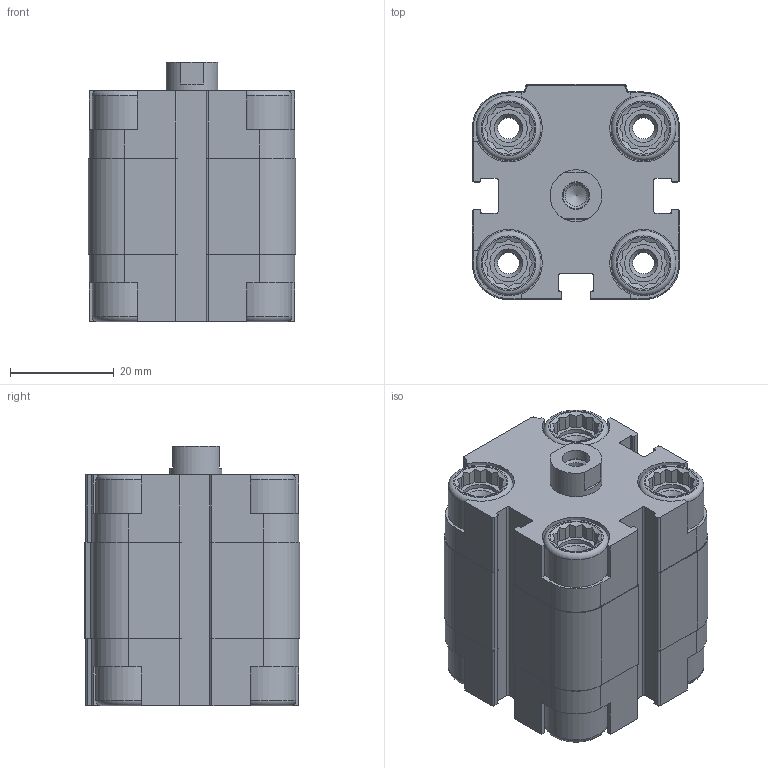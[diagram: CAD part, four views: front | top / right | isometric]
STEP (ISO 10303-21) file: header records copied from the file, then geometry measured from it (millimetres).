
FILE_DESCRIPTION(/* description */ ('STEP AP214'),/* implementation_level */ '2;1');
FILE_NAME(/* name */ '156522_ADVU-25-5-P-A',/* time_stamp */ '2024-08-02T14:20:34+02:00',/* author */ ('License CC BY-ND 4.0'),/* organization */ ('CADENAS'),/* preprocessor_version */ 'ST-DEVELOPER v19.3',/* originating_system */ 'PARTsolutions',/* authorisation */ ' ');
FILE_SCHEMA (('AUTOMOTIVE_DESIGN {1 0 10303 214 3 1 1}'));
Length unit declared in the file: millimetre
Products named in the file (3): 156522 ADVU-25-5-P-A---(0); 156522 ADVU-25-5-P-A---(ZR); 156522 ADVU-25-5-P-A---(KS)
Assembly tree (2 placements, depth 2):
  156522 ADVU-25-5-P-A---(0)
    156522 ADVU-25-5-P-A---(ZR)
    156522 ADVU-25-5-P-A---(KS)
Bounding box: 40 x 41.5 x 50 mm (x, y, z)
Volume: 57462.8 mm3; surface area: 22207.6 mm2
Topology: 2 solids, 2 shells, 511 faces, 1366 edges, 896 vertices
Faces by surface type: plane 351, cylinder 129, cone 23, torus 8
Full cylindrical faces by diameter (mm): 4.134 x11, 5.3 x1, 6 x1, 7.2 x8, 8.1 x4, 10 x2, 12.5 x8, 25 x2
Entity records: 15638 total; most frequent: CARTESIAN_POINT 3257, ORIENTED_EDGE 2566, DIRECTION 2408, EDGE_CURVE 1283, VERTEX_POINT 884, AXIS2_PLACEMENT_3D 803, LINE 802, VECTOR 802
